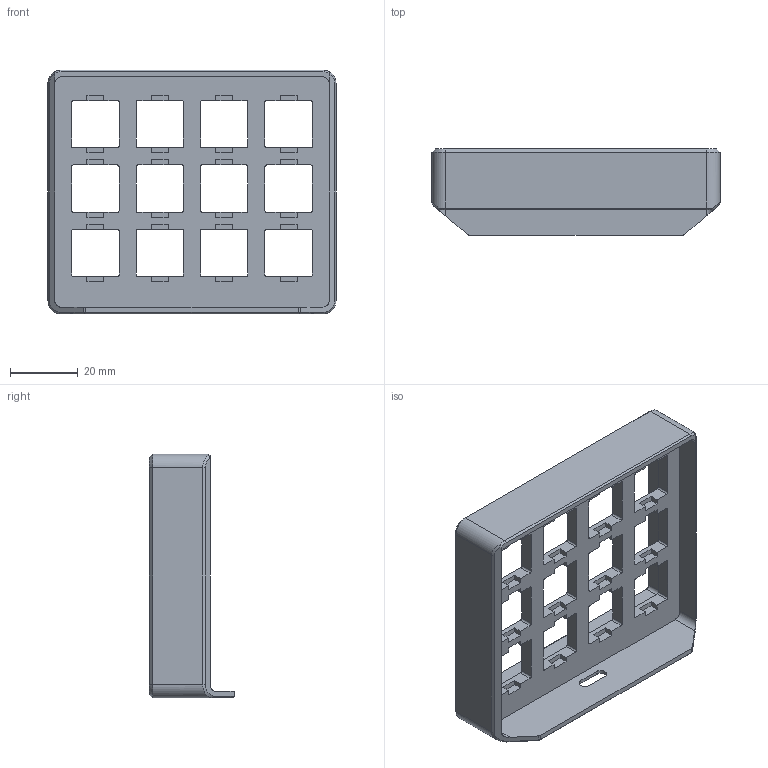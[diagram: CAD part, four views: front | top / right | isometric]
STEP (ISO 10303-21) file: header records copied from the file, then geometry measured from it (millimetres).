
FILE_DESCRIPTION(/* description */ (''),/* implementation_level */ '2;1');
FILE_NAME(/* name */ 'top.step',/* time_stamp */ '2021-09-30T18:25:29+02:00',/* author */ (''),/* organization */ (''),/* preprocessor_version */ 'ST-DEVELOPER v18.1',/* originating_system */ 'Autodesk Translation Framework v10.10.0.1391',/* authorisation */ '');
FILE_SCHEMA (('AUTOMOTIVE_DESIGN { 1 0 10303 214 3 1 1 }'));
Length unit declared in the file: millimetre
Products named in the file (1): top
Bounding box: 85.2 x 25.35 x 72.15 mm (x, y, z)
Volume: 31449.4 mm3; surface area: 20447.2 mm2
Topology: 1 solids, 1 shells, 266 faces, 756 edges, 494 vertices
Faces by surface type: plane 182, cylinder 64, cone 14, bspline 6
Entity records: 8790 total; most frequent: CARTESIAN_POINT 1697, ORIENTED_EDGE 1512, DIRECTION 1408, EDGE_CURVE 756, LINE 598, VECTOR 598, VERTEX_POINT 494, AXIS2_PLACEMENT_3D 405
